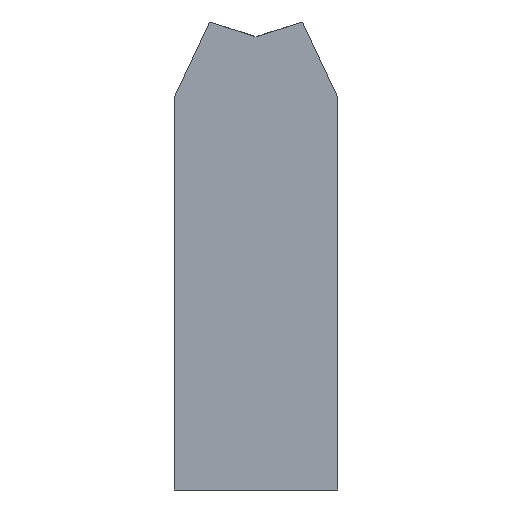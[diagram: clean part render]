
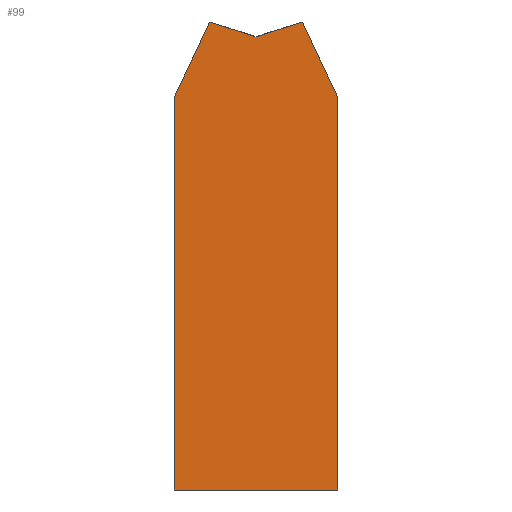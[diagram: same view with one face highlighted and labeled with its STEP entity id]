
A CAD part, front view. The second image highlights one B-rep face of the part: STEP entity #99.
In plain terms, the highlighted planar face has unit normal (0, -1, 0).
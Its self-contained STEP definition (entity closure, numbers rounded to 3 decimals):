
#99 = ADVANCED_FACE( '', ( #254 ), #255, .T. );
#254 = FACE_OUTER_BOUND( '', #534, .T. );
#255 = PLANE( '', #535 );
#534 = EDGE_LOOP( '', ( #821, #822, #823, #824, #825, #826, #827 ) );
#535 = AXIS2_PLACEMENT_3D( '', #828, #829, #830 );
#821 = ORIENTED_EDGE( '', *, *, #1265, .T. );
#822 = ORIENTED_EDGE( '', *, *, #1266, .T. );
#823 = ORIENTED_EDGE( '', *, *, #1267, .T. );
#824 = ORIENTED_EDGE( '', *, *, #1268, .T. );
#825 = ORIENTED_EDGE( '', *, *, #1269, .T. );
#826 = ORIENTED_EDGE( '', *, *, #1270, .T. );
#827 = ORIENTED_EDGE( '', *, *, #1271, .T. );
#828 = CARTESIAN_POINT( '', ( -7.5, 0., 0. ) );
#829 = DIRECTION( '', ( 0., -1., 0. ) );
#830 = DIRECTION( '', ( 0., 0., -1. ) );
#1265 = EDGE_CURVE( '', #1446, #1447, #1448, .T. );
#1266 = EDGE_CURVE( '', #1447, #1449, #1450, .T. );
#1267 = EDGE_CURVE( '', #1449, #1451, #1452, .T. );
#1268 = EDGE_CURVE( '', #1451, #1453, #1454, .T. );
#1269 = EDGE_CURVE( '', #1453, #1455, #1456, .T. );
#1270 = EDGE_CURVE( '', #1455, #1457, #1458, .T. );
#1271 = EDGE_CURVE( '', #1457, #1446, #1459, .T. );
#1446 = VERTEX_POINT( '', #1706 );
#1447 = VERTEX_POINT( '', #1707 );
#1448 = LINE( '', #1708, #1709 );
#1449 = VERTEX_POINT( '', #1710 );
#1450 = LINE( '', #1711, #1712 );
#1451 = VERTEX_POINT( '', #1713 );
#1452 = LINE( '', #1714, #1715 );
#1453 = VERTEX_POINT( '', #1716 );
#1454 = LINE( '', #1717, #1718 );
#1455 = VERTEX_POINT( '', #1719 );
#1456 = LINE( '', #1720, #1721 );
#1457 = VERTEX_POINT( '', #1722 );
#1458 = LINE( '', #1723, #1724 );
#1459 = LINE( '', #1725, #1726 );
#1706 = CARTESIAN_POINT( '', ( -7.5, 0., 35.916 ) );
#1707 = CARTESIAN_POINT( '', ( -7.5, 0., 0. ) );
#1708 = CARTESIAN_POINT( '', ( -7.5, 0., 35.916 ) );
#1709 = VECTOR( '', #1999, 1000. );
#1710 = CARTESIAN_POINT( '', ( 7.5, 0., 0. ) );
#1711 = CARTESIAN_POINT( '', ( -7.5, 0., 0. ) );
#1712 = VECTOR( '', #2000, 1000. );
#1713 = CARTESIAN_POINT( '', ( 7.5, 0., 35.916 ) );
#1714 = CARTESIAN_POINT( '', ( 7.5, 0., 0. ) );
#1715 = VECTOR( '', #2001, 1000. );
#1716 = CARTESIAN_POINT( '', ( 4.263, 0., 42.859 ) );
#1717 = CARTESIAN_POINT( '', ( 7.5, 0., 35.916 ) );
#1718 = VECTOR( '', #2002, 1000. );
#1719 = CARTESIAN_POINT( '', ( 0., 0., 41.515 ) );
#1720 = CARTESIAN_POINT( '', ( 4.263, 0., 42.859 ) );
#1721 = VECTOR( '', #2003, 1000. );
#1722 = CARTESIAN_POINT( '', ( -4.263, 0., 42.859 ) );
#1723 = CARTESIAN_POINT( '', ( 0., 0., 41.515 ) );
#1724 = VECTOR( '', #2004, 1000. );
#1725 = CARTESIAN_POINT( '', ( -4.263, 0., 42.859 ) );
#1726 = VECTOR( '', #2005, 1000. );
#1999 = DIRECTION( '', ( 0., 0., -1. ) );
#2000 = DIRECTION( '', ( 1., 0., 0. ) );
#2001 = DIRECTION( '', ( 0., 0., 1. ) );
#2002 = DIRECTION( '', ( -0.423, 0., 0.906 ) );
#2003 = DIRECTION( '', ( -0.954, 0., -0.301 ) );
#2004 = DIRECTION( '', ( -0.954, 0., 0.301 ) );
#2005 = DIRECTION( '', ( -0.423, 0., -0.906 ) );
